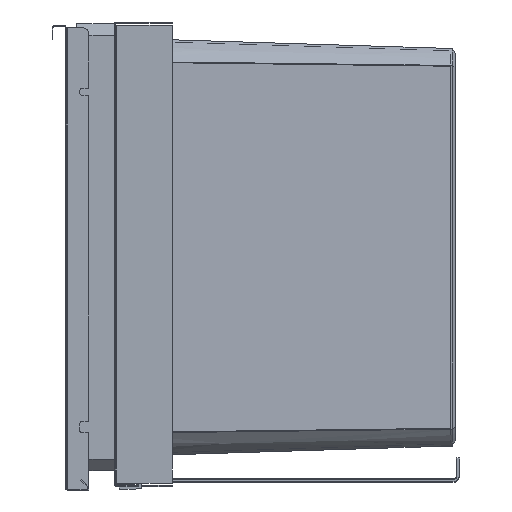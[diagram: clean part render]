
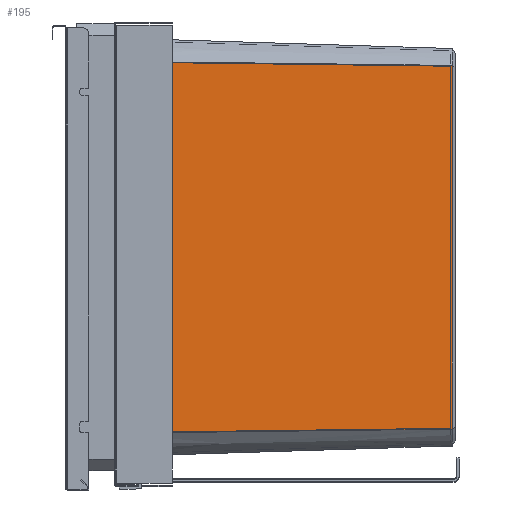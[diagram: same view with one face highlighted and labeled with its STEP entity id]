
A CAD part, left-side view. The second image highlights one B-rep face of the part: STEP entity #195.
In plain terms, the highlighted planar face has unit normal (-1, -0.031, 0).
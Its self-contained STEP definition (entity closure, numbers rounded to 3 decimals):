
#195=ADVANCED_FACE('7144',(#1015),#1016,.T.);
#1015=FACE_OUTER_BOUND('',#2680,.T.);
#1016=PLANE('',#2681);
#2680=EDGE_LOOP('',(#5064,#5065,#5066,#5067));
#2681=AXIS2_PLACEMENT_3D('',#5068,#5069,#5070);
#5064=ORIENTED_EDGE('',*,*,#10883,.T.);
#5065=ORIENTED_EDGE('',*,*,#10884,.F.);
#5066=ORIENTED_EDGE('',*,*,#10885,.F.);
#5067=ORIENTED_EDGE('',*,*,#10872,.F.);
#5068=CARTESIAN_POINT('',(-355.499,-130.469,-193.5));
#5069=DIRECTION('',(-1.,-0.031,0.0));
#5070=DIRECTION('',(0.031,-1.,0.0));
#10872=EDGE_CURVE('44420',#12823,#12825,#12826,.T.);
#10883=EDGE_CURVE('44454',#12823,#12842,#12844,.T.);
#10884=EDGE_CURVE('7267',#12659,#12842,#12845,.T.);
#10885=EDGE_CURVE('44455',#12825,#12659,#12846,.T.);
#12659=VERTEX_POINT('',#15676);
#12823=VERTEX_POINT('',#16093);
#12825=VERTEX_POINT('',#16105);
#12826=LINE('',#16106,#16107);
#12842=VERTEX_POINT('',#16167);
#12844=B_SPLINE_CURVE_WITH_KNOTS('',3,(#16169,#16170,#16171,#16172,#16173,#16174),.UNSPECIFIED.,.F.,.F.,(4,1,1,4),(0.0,0.333,0.667,1.),.UNSPECIFIED.);
#12845=LINE('',#16175,#16176);
#12846=B_SPLINE_CURVE_WITH_KNOTS('',3,(#16177,#16178,#16179,#16180,#16181,#16182),.UNSPECIFIED.,.F.,.F.,(4,1,1,4),(0.0,0.333,0.667,1.0),.UNSPECIFIED.);
#15676=CARTESIAN_POINT('',(-350.516,-290.329,-37.282));
#16093=CARTESIAN_POINT('',(-359.566,0.0,-353.257));
#16105=CARTESIAN_POINT('',(-359.566,0.0,-33.742));
#16106=CARTESIAN_POINT('',(-359.566,0.0,-353.257));
#16107=VECTOR('',#21148,319.515);
#16167=CARTESIAN_POINT('',(-350.516,-290.328,-349.718));
#16169=CARTESIAN_POINT('',(-359.566,0.0,-353.257));
#16170=CARTESIAN_POINT('',(-358.51,-33.871,-352.841));
#16171=CARTESIAN_POINT('',(-356.432,-100.539,-352.024));
#16172=CARTESIAN_POINT('',(-353.412,-197.409,-350.843));
#16173=CARTESIAN_POINT('',(-351.47,-259.723,-350.087));
#16174=CARTESIAN_POINT('',(-350.516,-290.328,-349.718));
#16175=CARTESIAN_POINT('',(-350.516,-290.329,-37.282));
#16176=VECTOR('',#21156,312.435);
#16177=CARTESIAN_POINT('',(-359.566,0.0,-33.742));
#16178=CARTESIAN_POINT('',(-358.51,-33.871,-34.158));
#16179=CARTESIAN_POINT('',(-356.432,-100.538,-34.975));
#16180=CARTESIAN_POINT('',(-353.412,-197.409,-36.157));
#16181=CARTESIAN_POINT('',(-351.47,-259.723,-36.913));
#16182=CARTESIAN_POINT('',(-350.516,-290.329,-37.282));
#21148=DIRECTION('',(0.0,0.0,1.0));
#21156=DIRECTION('',(0.,0.,-1.0));
